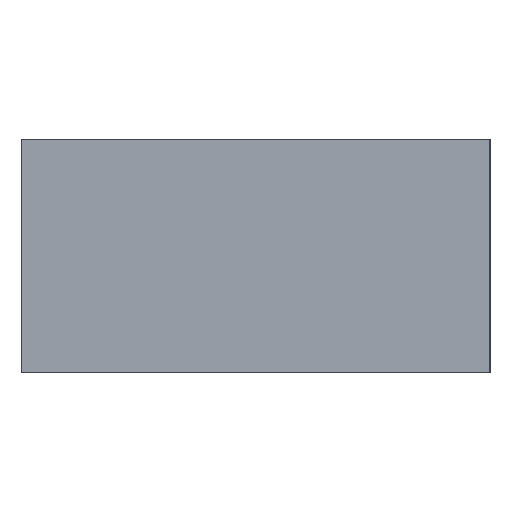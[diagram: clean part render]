
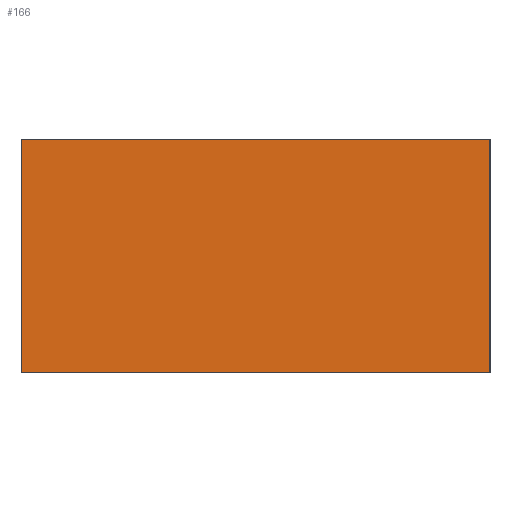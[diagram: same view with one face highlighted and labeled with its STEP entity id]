
A CAD part, left-side view. The second image highlights one B-rep face of the part: STEP entity #166.
In plain terms, the highlighted planar face has unit normal (-1, 0, 0).
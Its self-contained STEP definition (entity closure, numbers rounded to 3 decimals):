
#2 = EDGE_CURVE ( 'NONE', #196, #73, #127, .T. ) ;
#6 = CARTESIAN_POINT ( 'NONE',  ( 0., 0., -25. ) ) ;
#14 = DIRECTION ( 'NONE',  ( 0., 0., -1. ) ) ;
#28 = VECTOR ( 'NONE', #14, 1000. ) ;
#33 = VECTOR ( 'NONE', #118, 1000. ) ;
#35 = EDGE_CURVE ( 'NONE', #123, #89, #168, .T. ) ;
#38 = ORIENTED_EDGE ( 'NONE', *, *, #52, .T. ) ;
#48 = CARTESIAN_POINT ( 'NONE',  ( 0., 0., 25. ) ) ;
#49 = LINE ( 'NONE', #165, #151 ) ;
#52 = EDGE_CURVE ( 'NONE', #73, #89, #49, .T. ) ;
#53 = AXIS2_PLACEMENT_3D ( 'NONE', #126, #144, #59 ) ;
#59 = DIRECTION ( 'NONE',  ( 0., 0., -1. ) ) ;
#68 = DIRECTION ( 'NONE',  ( 0., -1., 0. ) ) ;
#69 = EDGE_LOOP ( 'NONE', ( #38, #125, #186, #114 ) ) ;
#71 = PLANE ( 'NONE',  #53 ) ;
#73 = VERTEX_POINT ( 'NONE', #181 ) ;
#85 = EDGE_CURVE ( 'NONE', #196, #123, #117, .T. ) ;
#89 = VERTEX_POINT ( 'NONE', #6 ) ;
#114 = ORIENTED_EDGE ( 'NONE', *, *, #2, .T. ) ;
#115 = CARTESIAN_POINT ( 'NONE',  ( 0., 100., 25. ) ) ;
#117 = LINE ( 'NONE', #200, #33 ) ;
#118 = DIRECTION ( 'NONE',  ( 0., -1., 0. ) ) ;
#119 = VECTOR ( 'NONE', #159, 1000. ) ;
#123 = VERTEX_POINT ( 'NONE', #141 ) ;
#125 = ORIENTED_EDGE ( 'NONE', *, *, #35, .F. ) ;
#126 = CARTESIAN_POINT ( 'NONE',  ( 0., 0., 25. ) ) ;
#127 = LINE ( 'NONE', #161, #119 ) ;
#141 = CARTESIAN_POINT ( 'NONE',  ( 0., 0., 25. ) ) ;
#144 = DIRECTION ( 'NONE',  ( 1., 0., 0. ) ) ;
#151 = VECTOR ( 'NONE', #68, 1000. ) ;
#159 = DIRECTION ( 'NONE',  ( 0., 0., -1. ) ) ;
#161 = CARTESIAN_POINT ( 'NONE',  ( 0., 100., 25. ) ) ;
#165 = CARTESIAN_POINT ( 'NONE',  ( 0., 0., -25. ) ) ;
#166 = ADVANCED_FACE ( 'NONE', ( #197 ), #71, .F. ) ;
#168 = LINE ( 'NONE', #48, #28 ) ;
#181 = CARTESIAN_POINT ( 'NONE',  ( 0., 100., -25. ) ) ;
#186 = ORIENTED_EDGE ( 'NONE', *, *, #85, .F. ) ;
#196 = VERTEX_POINT ( 'NONE', #115 ) ;
#197 = FACE_OUTER_BOUND ( 'NONE', #69, .T. ) ;
#200 = CARTESIAN_POINT ( 'NONE',  ( 0., 0., 25. ) ) ;
